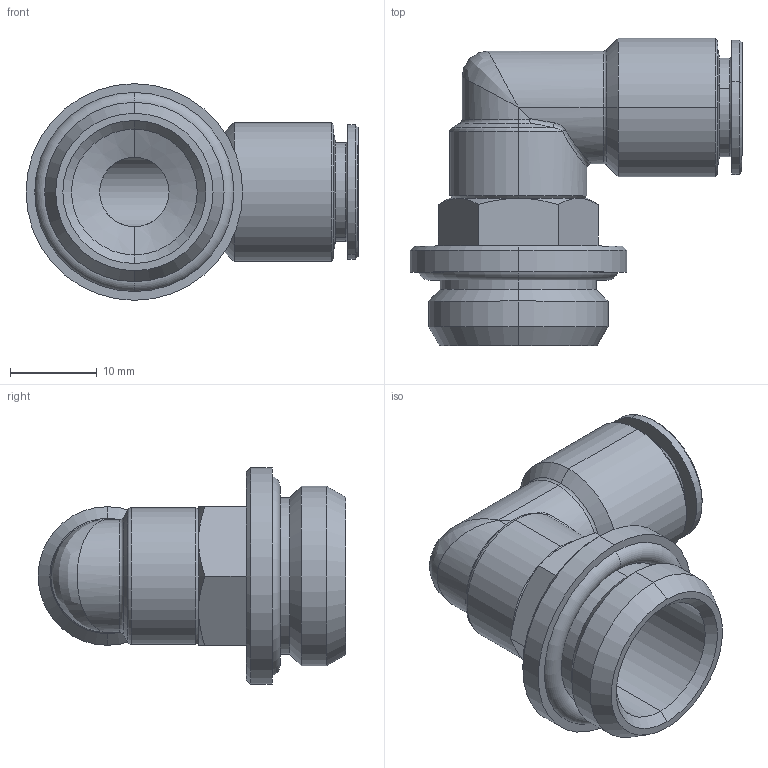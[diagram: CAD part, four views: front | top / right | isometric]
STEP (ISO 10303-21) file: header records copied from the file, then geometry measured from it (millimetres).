
FILE_DESCRIPTION (( 'STEP AP203' ), '1' );
FILE_NAME ('A0060054.STEP', '2009-01-16T14:40:51', ( 'UT1' ), ( 'sopra-pneumatic' ), 'SwSTEP 2.0', 'SolidWorks 2008', '' );
FILE_SCHEMA (( 'CONFIG_CONTROL_DESIGN' ));
Length unit declared in the file: millimetre
Products named in the file (1): A0060054
Bounding box: 38.3 x 35.5 x 25 mm (x, y, z)
Volume: 6312 mm3; surface area: 5584.5 mm2
Topology: 1 solids, 1 shells, 93 faces, 203 edges, 116 vertices
Faces by surface type: cone 35, cylinder 27, plane 15, torus 10, bspline 6
Entity records: 3023 total; most frequent: CARTESIAN_POINT 939, DIRECTION 448, ORIENTED_EDGE 402, EDGE_CURVE 201, AXIS2_PLACEMENT_3D 191, VERTEX_POINT 116, CIRCLE 103, EDGE_LOOP 101
